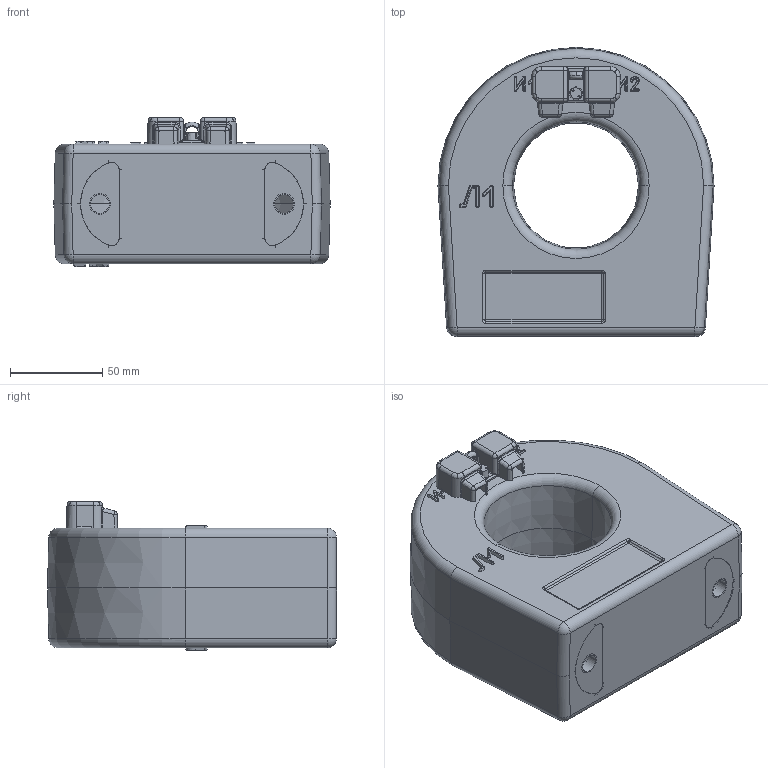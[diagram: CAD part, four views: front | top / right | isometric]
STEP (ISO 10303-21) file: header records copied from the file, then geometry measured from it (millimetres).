
FILE_DESCRIPTION (( 'STEP AP203' ), '1' );
FILE_NAME ('ﾒﾍﾘﾋ-0,66 (75-500)ﾀ.STEP', '2016-10-31T09:58:21', ( '' ), ( '' ), 'SwSTEP 2.0', 'SolidWorks 2010', '' );
FILE_SCHEMA (( 'CONFIG_CONTROL_DESIGN' ));
Length unit declared in the file: millimetre
Products named in the file (1): ﾒﾍﾘﾋ-0,66 (75-500)ﾀ
Bounding box: 150 x 157 x 81 mm (x, y, z)
Surface area: 84286.7 mm2 (no closed solid volume)
Topology: 0 solids, 7 shells, 297 faces, 850 edges, 543 vertices
Faces by surface type: plane 82, bspline 71, cylinder 68, cone 46, sphere 16, torus 14
Entity records: 11896 total; most frequent: CARTESIAN_POINT 4811, ORIENTED_EDGE 1483, DIRECTION 1347, EDGE_CURVE 838, VERTEX_POINT 543, AXIS2_PLACEMENT_3D 500, LINE 347, VECTOR 347
